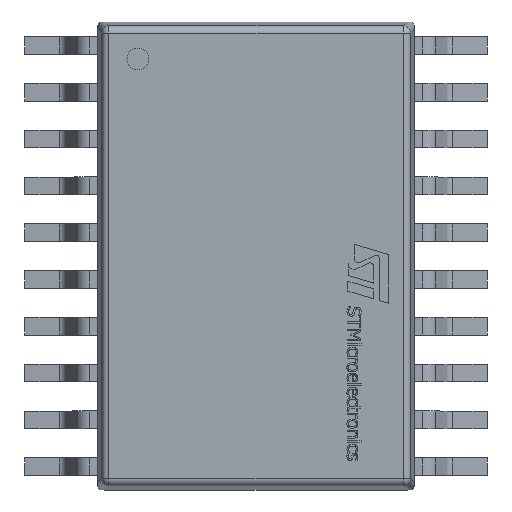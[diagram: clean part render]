
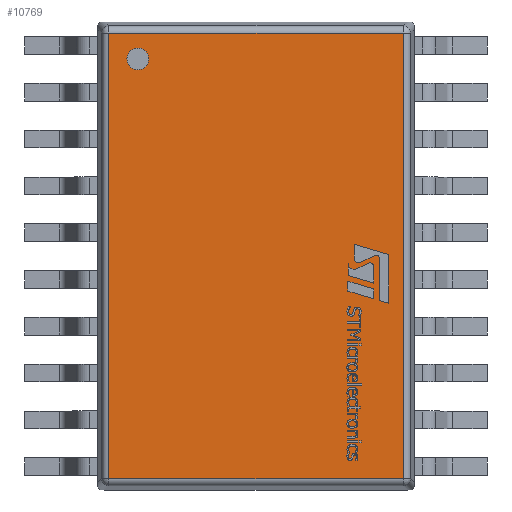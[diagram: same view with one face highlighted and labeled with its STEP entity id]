
A CAD part, top view. The second image highlights one B-rep face of the part: STEP entity #10769.
In plain terms, the highlighted planar face has unit normal (0, 0, 1).
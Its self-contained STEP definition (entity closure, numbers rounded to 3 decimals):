
#1146=FACE_OUTER_BOUND('',#1770,.T.);
#1770=EDGE_LOOP('',(#8465,#8466,#8467,#8468));
#2673=LINE('',#15944,#3776);
#2675=LINE('',#15952,#3778);
#2677=LINE('',#15962,#3780);
#2679=LINE('',#15971,#3782);
#3776=VECTOR('',#13376,6.192);
#3778=VECTOR('',#13384,4.092);
#3780=VECTOR('',#13396,6.192);
#3782=VECTOR('',#13408,4.092);
#4806=VERTEX_POINT('',#15941);
#4807=VERTEX_POINT('',#15943);
#4810=VERTEX_POINT('',#15951);
#4813=VERTEX_POINT('',#15961);
#6102=EDGE_CURVE('',#4806,#4807,#2673,.T.);
#6106=EDGE_CURVE('',#4807,#4810,#2675,.T.);
#6111=EDGE_CURVE('',#4810,#4813,#2677,.T.);
#6116=EDGE_CURVE('',#4813,#4806,#2679,.T.);
#8465=ORIENTED_EDGE('',*,*,#6102,.F.);
#8466=ORIENTED_EDGE('',*,*,#6116,.F.);
#8467=ORIENTED_EDGE('',*,*,#6111,.F.);
#8468=ORIENTED_EDGE('',*,*,#6106,.F.);
#10284=PLANE('',#11634);
#10769=ADVANCED_FACE('',(#1146),#10284,.T.);
#11634=AXIS2_PLACEMENT_3D('',#15999,#13443,#13444);
#13376=DIRECTION('',(0.,1.,0.));
#13384=DIRECTION('',(1.,0.,0.));
#13396=DIRECTION('',(0.,-1.,0.));
#13408=DIRECTION('',(-1.,0.,0.));
#13443=DIRECTION('center_axis',(0.,0.,1.));
#13444=DIRECTION('ref_axis',(1.,0.,0.));
#15941=CARTESIAN_POINT('',(-2.046,-3.096,1.1));
#15943=CARTESIAN_POINT('',(-2.046,3.096,1.1));
#15944=CARTESIAN_POINT('',(-2.046,0.812,1.1));
#15951=CARTESIAN_POINT('',(2.046,3.096,1.1));
#15952=CARTESIAN_POINT('',(0.55,3.096,1.1));
#15961=CARTESIAN_POINT('',(2.046,-3.096,1.1));
#15962=CARTESIAN_POINT('',(2.046,-0.813,1.1));
#15971=CARTESIAN_POINT('',(-0.55,-3.096,1.1));
#15999=CARTESIAN_POINT('Origin',(0.,0.,
1.1));
